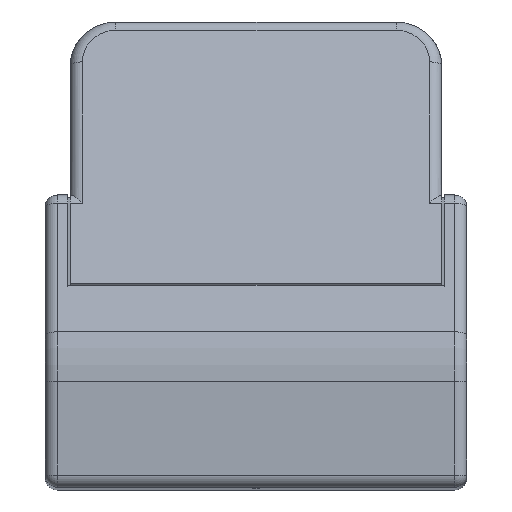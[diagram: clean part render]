
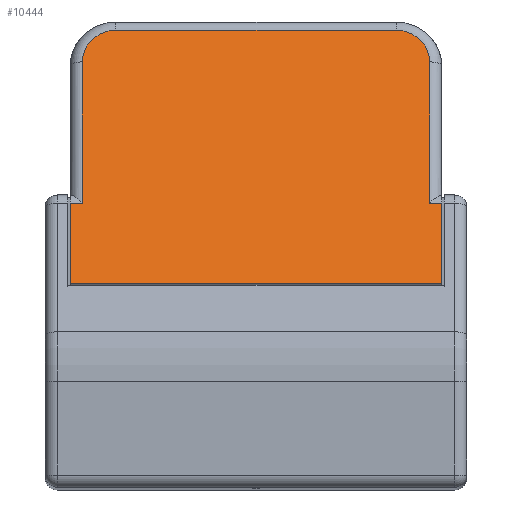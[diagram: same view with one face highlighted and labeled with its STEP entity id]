
A CAD part, top view. The second image highlights one B-rep face of the part: STEP entity #10444.
In plain terms, the highlighted planar face has unit normal (0, 0.327, 0.945).
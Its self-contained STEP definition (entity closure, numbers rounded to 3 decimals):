
#157 = CARTESIAN_POINT ( 'NONE',  ( 24.35, 9.094, 3.956 ) ) ;
#205 = DIRECTION ( 'NONE',  ( 0., 0.327, 0.945 ) ) ;
#259 = DIRECTION ( 'NONE',  ( 0., 0.945, -0.327 ) ) ;
#1121 = LINE ( 'NONE', #13777, #26675 ) ;
#1730 = VERTEX_POINT ( 'NONE', #21855 ) ;
#1781 = LINE ( 'NONE', #14919, #9178 ) ;
#2258 = CARTESIAN_POINT ( 'NONE',  ( 0., 3.846, 5.77 ) ) ;
#2795 = CARTESIAN_POINT ( 'NONE',  ( 0., 2.192, 6.342 ) ) ;
#2989 = LINE ( 'NONE', #13265, #22758 ) ;
#3100 = VERTEX_POINT ( 'NONE', #19697 ) ;
#4034 = EDGE_CURVE ( 'NONE', #32769, #27941, #24512, .T. ) ;
#4291 = EDGE_CURVE ( 'NONE', #20183, #1730, #1121, .T. ) ;
#5224 = ORIENTED_EDGE ( 'NONE', *, *, #31047, .F. ) ;
#5889 = ORIENTED_EDGE ( 'NONE', *, *, #14447, .T. ) ;
#6650 = LINE ( 'NONE', #30684, #19363 ) ;
#8126 = DIRECTION ( 'NONE',  ( 0., -0.945, 0.327 ) ) ;
#9178 = VECTOR ( 'NONE', #32938, 1000. ) ;
#9829 = VERTEX_POINT ( 'NONE', #157 ) ;
#10185 = VECTOR ( 'NONE', #27776, 1000. ) ;
#10444 = ADVANCED_FACE ( 'NONE', ( #18086 ), #23794, .T. ) ;
#10709 = ORIENTED_EDGE ( 'NONE', *, *, #4034, .T. ) ;
#10950 = VECTOR ( 'NONE', #259, 1000. ) ;
#11347 = ORIENTED_EDGE ( 'NONE', *, *, #18346, .F. ) ;
#11415 = CARTESIAN_POINT ( 'NONE',  ( 0., 9.094, 3.956 ) ) ;
#11851 = EDGE_CURVE ( 'NONE', #27941, #32821, #22398, .T. ) ;
#12048 = EDGE_CURVE ( 'NONE', #18514, #32769, #2989, .T. ) ;
#12444 = LINE ( 'NONE', #22738, #10185 ) ;
#12939 = ORIENTED_EDGE ( 'NONE', *, *, #11851, .T. ) ;
#13265 = CARTESIAN_POINT ( 'NONE',  ( 23.55, 8.663, 4.105 ) ) ;
#13315 = CARTESIAN_POINT ( 'NONE',  ( 23.55, 18.356, 0.754 ) ) ;
#13729 = DIRECTION ( 'NONE',  ( 0., 0.327, 0.945 ) ) ;
#13777 = CARTESIAN_POINT ( 'NONE',  ( -21.433, 3.846, 5.77 ) ) ;
#14404 = DIRECTION ( 'NONE',  ( -1., 0., 0. ) ) ;
#14447 = EDGE_CURVE ( 'NONE', #32821, #3100, #29895, .T. ) ;
#14563 = CARTESIAN_POINT ( 'NONE',  ( 0., 9.094, 3.956 ) ) ;
#14728 = ORIENTED_EDGE ( 'NONE', *, *, #12048, .T. ) ;
#14919 = CARTESIAN_POINT ( 'NONE',  ( 24.35, 2.192, 6.342 ) ) ;
#15143 = DIRECTION ( 'NONE',  ( 0., 0.327, 0.945 ) ) ;
#15833 = ORIENTED_EDGE ( 'NONE', *, *, #4291, .T. ) ;
#16342 = ORIENTED_EDGE ( 'NONE', *, *, #28735, .T. ) ;
#16420 = CARTESIAN_POINT ( 'NONE',  ( 3., 18.356, 0.754 ) ) ;
#18086 = FACE_OUTER_BOUND ( 'NONE', #23983, .T. ) ;
#18346 = EDGE_CURVE ( 'NONE', #21569, #3100, #12444, .T. ) ;
#18514 = VERTEX_POINT ( 'NONE', #21691 ) ;
#18868 = CARTESIAN_POINT ( 'NONE',  ( 3., 20.435, 0.035 ) ) ;
#18892 = EDGE_CURVE ( 'NONE', #21569, #24024, #24507, .T. ) ;
#19363 = VECTOR ( 'NONE', #14404, 1000. ) ;
#19697 = CARTESIAN_POINT ( 'NONE',  ( 0.8, 18.356, 0.754 ) ) ;
#19862 = ORIENTED_EDGE ( 'NONE', *, *, #18892, .T. ) ;
#20183 = VERTEX_POINT ( 'NONE', #2258 ) ;
#21569 = VERTEX_POINT ( 'NONE', #30996 ) ;
#21691 = CARTESIAN_POINT ( 'NONE',  ( 23.55, 9.094, 3.956 ) ) ;
#21855 = CARTESIAN_POINT ( 'NONE',  ( 24.35, 3.846, 5.77 ) ) ;
#21890 = CARTESIAN_POINT ( 'NONE',  ( -21.433, 20.435, 0.035 ) ) ;
#22398 = LINE ( 'NONE', #21890, #31340 ) ;
#22738 = CARTESIAN_POINT ( 'NONE',  ( 0.8, 8.663, 4.105 ) ) ;
#22758 = VECTOR ( 'NONE', #26223, 1000. ) ;
#23436 = AXIS2_PLACEMENT_3D ( 'NONE', #32835, #15143, #30627 ) ;
#23794 = PLANE ( 'NONE',  #27102 ) ;
#23983 = EDGE_LOOP ( 'NONE', ( #11347, #19862, #24114, #15833, #5224, #16342, #14728, #10709, #12939, #5889 ) ) ;
#24009 = DIRECTION ( 'NONE',  ( 0., -0.945, 0.327 ) ) ;
#24024 = VERTEX_POINT ( 'NONE', #11415 ) ;
#24047 = DIRECTION ( 'NONE',  ( 1., 0., 0. ) ) ;
#24114 = ORIENTED_EDGE ( 'NONE', *, *, #24370, .F. ) ;
#24370 = EDGE_CURVE ( 'NONE', #20183, #24024, #31082, .T. ) ;
#24507 = LINE ( 'NONE', #14563, #32258 ) ;
#24512 = CIRCLE ( 'NONE', #23436, 2.2 ) ;
#24772 = CARTESIAN_POINT ( 'NONE',  ( 21.35, 20.435, 0.035 ) ) ;
#26223 = DIRECTION ( 'NONE',  ( 0., 0.945, -0.327 ) ) ;
#26314 = CARTESIAN_POINT ( 'NONE',  ( -21.433, 2.192, 6.342 ) ) ;
#26675 = VECTOR ( 'NONE', #24047, 1000. ) ;
#27102 = AXIS2_PLACEMENT_3D ( 'NONE', #26314, #205, #8126 ) ;
#27776 = DIRECTION ( 'NONE',  ( 0., 0.945, -0.327 ) ) ;
#27941 = VERTEX_POINT ( 'NONE', #24772 ) ;
#28735 = EDGE_CURVE ( 'NONE', #9829, #18514, #6650, .T. ) ;
#29550 = DIRECTION ( 'NONE',  ( -1., 0., 0. ) ) ;
#29895 = CIRCLE ( 'NONE', #31418, 2.2 ) ;
#30627 = DIRECTION ( 'NONE',  ( 0., -0.945, 0.327 ) ) ;
#30684 = CARTESIAN_POINT ( 'NONE',  ( 23.55, 9.094, 3.956 ) ) ;
#30996 = CARTESIAN_POINT ( 'NONE',  ( 0.8, 9.094, 3.956 ) ) ;
#31047 = EDGE_CURVE ( 'NONE', #9829, #1730, #1781, .T. ) ;
#31082 = LINE ( 'NONE', #2795, #10950 ) ;
#31340 = VECTOR ( 'NONE', #32143, 1000. ) ;
#31418 = AXIS2_PLACEMENT_3D ( 'NONE', #16420, #13729, #24009 ) ;
#32143 = DIRECTION ( 'NONE',  ( -1., 0., 0. ) ) ;
#32258 = VECTOR ( 'NONE', #29550, 1000. ) ;
#32769 = VERTEX_POINT ( 'NONE', #13315 ) ;
#32821 = VERTEX_POINT ( 'NONE', #18868 ) ;
#32835 = CARTESIAN_POINT ( 'NONE',  ( 21.35, 18.356, 0.754 ) ) ;
#32938 = DIRECTION ( 'NONE',  ( 0., -0.945, 0.327 ) ) ;
